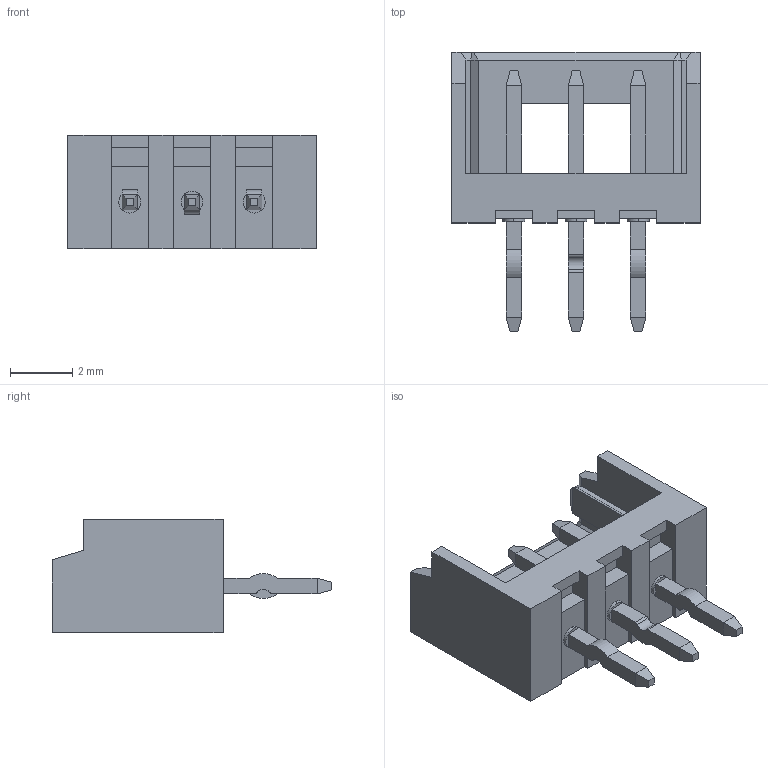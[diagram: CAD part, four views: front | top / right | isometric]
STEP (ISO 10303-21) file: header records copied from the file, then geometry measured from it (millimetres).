
FILE_DESCRIPTION (( 'STEP AP203' ), '1' );
FILE_NAME ('3pin Molex_Default_sldprt.STEP', '2021-01-18T18:42:52', ( '' ), ( '' ), 'SwSTEP 2.0', 'SolidWorks 2020', '' );
FILE_SCHEMA (( 'CONFIG_CONTROL_DESIGN' ));
Length unit declared in the file: millimetre
Products named in the file (1): 3pin Molex_Default_sldprt
Bounding box: 8 x 9 x 3.65 mm (x, y, z)
Volume: 68.9 mm3; surface area: 257.6 mm2
Topology: 1 solids, 1 shells, 176 faces, 443 edges, 274 vertices
Faces by surface type: plane 158, cylinder 18
Entity records: 5204 total; most frequent: CARTESIAN_POINT 894, ORIENTED_EDGE 886, DIRECTION 845, EDGE_CURVE 443, VECTOR 395, LINE 395, VERTEX_POINT 274, AXIS2_PLACEMENT_3D 225
